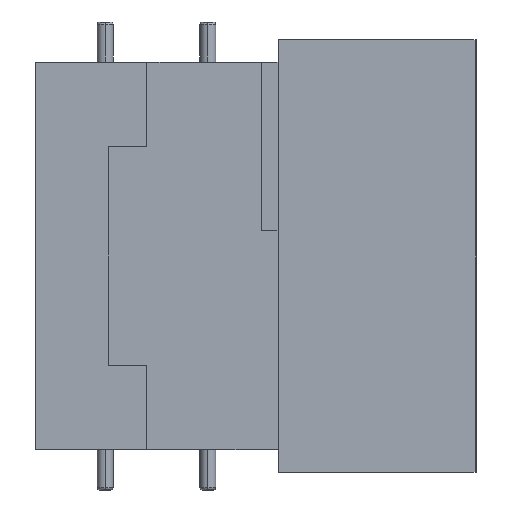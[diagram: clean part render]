
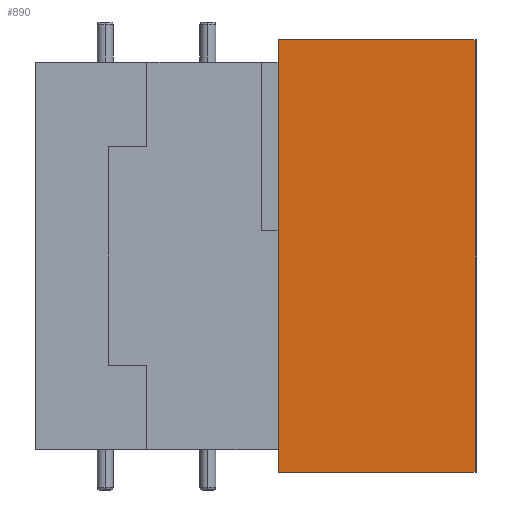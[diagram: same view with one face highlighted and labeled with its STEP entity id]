
A CAD part, left-side view. The second image highlights one B-rep face of the part: STEP entity #890.
In plain terms, the highlighted planar face has unit normal (-1, 0, 0).
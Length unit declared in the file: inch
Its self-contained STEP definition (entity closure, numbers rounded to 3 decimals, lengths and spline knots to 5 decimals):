
#186 = CARTESIAN_POINT ( 'NONE',  ( -0.83656, -0.0851, 0.83661 ) ) ;
#890 = ADVANCED_FACE ( 'NONE', ( #18386 ), #16700, .F. ) ;
#2485 = DIRECTION ( 'NONE',  ( 1., 0., 0. ) ) ;
#3073 = LINE ( 'NONE', #24633, #24866 ) ;
#4746 = CARTESIAN_POINT ( 'NONE',  ( -0.83656, -0.0851, -0.83661 ) ) ;
#8520 = AXIS2_PLACEMENT_3D ( 'NONE', #186, #2485, #16237 ) ;
#9621 = ORIENTED_EDGE ( 'NONE', *, *, #18499, .T. ) ;
#9841 = CARTESIAN_POINT ( 'NONE',  ( -0.83656, -0.0851, 0.83661 ) ) ;
#10506 = DIRECTION ( 'NONE',  ( 0., -1., 0. ) ) ;
#11781 = CARTESIAN_POINT ( 'NONE',  ( -0.83656, -0.8469, 0.83661 ) ) ;
#12913 = DIRECTION ( 'NONE',  ( 0., 0., -1. ) ) ;
#16237 = DIRECTION ( 'NONE',  ( 0., 0., -1. ) ) ;
#16700 = PLANE ( 'NONE',  #8520 ) ;
#16831 = VECTOR ( 'NONE', #12913, 39.37008 ) ;
#16928 = LINE ( 'NONE', #24860, #23618 ) ;
#18386 = FACE_OUTER_BOUND ( 'NONE', #25613, .T. ) ;
#18499 = EDGE_CURVE ( 'NONE', #29643, #27836, #19317, .T. ) ;
#18690 = CARTESIAN_POINT ( 'NONE',  ( -0.83656, -0.8469, -0.83661 ) ) ;
#19317 = LINE ( 'NONE', #9841, #26382 ) ;
#20264 = CARTESIAN_POINT ( 'NONE',  ( -0.83656, -0.0851, 0.83661 ) ) ;
#20424 = EDGE_CURVE ( 'NONE', #27836, #30090, #16928, .T. ) ;
#21745 = ORIENTED_EDGE ( 'NONE', *, *, #26519, .F. ) ;
#21890 = DIRECTION ( 'NONE',  ( 0., -1., 0. ) ) ;
#22543 = EDGE_CURVE ( 'NONE', #22867, #30090, #24544, .T. ) ;
#22867 = VERTEX_POINT ( 'NONE', #11781 ) ;
#22912 = ORIENTED_EDGE ( 'NONE', *, *, #22543, .F. ) ;
#23618 = VECTOR ( 'NONE', #10506, 39.37008 ) ;
#24544 = LINE ( 'NONE', #28979, #16831 ) ;
#24633 = CARTESIAN_POINT ( 'NONE',  ( -0.83656, -0.0851, 0.83661 ) ) ;
#24860 = CARTESIAN_POINT ( 'NONE',  ( -0.83656, -0.0851, -0.83661 ) ) ;
#24866 = VECTOR ( 'NONE', #21890, 39.37008 ) ;
#25039 = ORIENTED_EDGE ( 'NONE', *, *, #20424, .T. ) ;
#25613 = EDGE_LOOP ( 'NONE', ( #25039, #22912, #21745, #9621 ) ) ;
#26382 = VECTOR ( 'NONE', #28652, 39.37008 ) ;
#26519 = EDGE_CURVE ( 'NONE', #29643, #22867, #3073, .T. ) ;
#27836 = VERTEX_POINT ( 'NONE', #4746 ) ;
#28652 = DIRECTION ( 'NONE',  ( 0., 0., -1. ) ) ;
#28979 = CARTESIAN_POINT ( 'NONE',  ( -0.83656, -0.8469, 0.83661 ) ) ;
#29643 = VERTEX_POINT ( 'NONE', #20264 ) ;
#30090 = VERTEX_POINT ( 'NONE', #18690 ) ;
